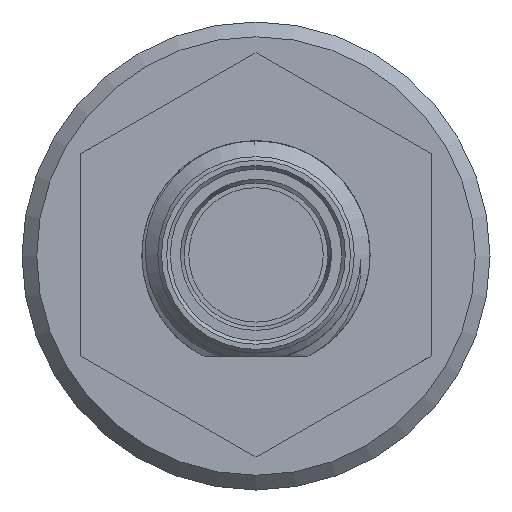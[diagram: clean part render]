
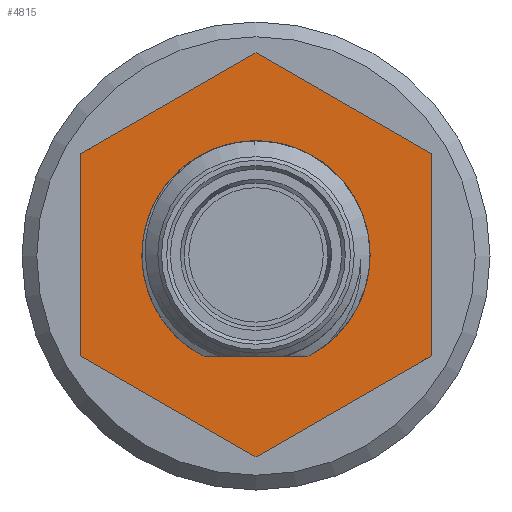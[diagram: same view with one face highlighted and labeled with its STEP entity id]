
A CAD part, left-side view. The second image highlights one B-rep face of the part: STEP entity #4815.
In plain terms, the highlighted planar face has unit normal (-1, 0, 0).
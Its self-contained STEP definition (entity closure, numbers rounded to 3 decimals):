
#814=LINE('',#30946,#1062);
#815=LINE('',#30948,#1063);
#816=LINE('',#30950,#1064);
#817=LINE('',#30952,#1065);
#818=LINE('',#30954,#1066);
#819=LINE('',#30955,#1067);
#1062=VECTOR('',#5872,5.485);
#1063=VECTOR('',#5873,5.485);
#1064=VECTOR('',#5874,5.485);
#1065=VECTOR('',#5875,5.485);
#1066=VECTOR('',#5876,5.485);
#1067=VECTOR('',#5877,5.485);
#1175=FACE_BOUND('',#1688,.T.);
#1390=FACE_OUTER_BOUND('',#1687,.T.);
#1687=EDGE_LOOP('',(#4292,#4293,#4294,#4295,#4296,#4297));
#1688=EDGE_LOOP('',(#4298));
#1847=CIRCLE('',#5159,2.665);
#2317=VERTEX_POINT('',#30940);
#2318=VERTEX_POINT('',#30944);
#2319=VERTEX_POINT('',#30945);
#2320=VERTEX_POINT('',#30947);
#2321=VERTEX_POINT('',#30949);
#2322=VERTEX_POINT('',#30951);
#2323=VERTEX_POINT('',#30953);
#3004=EDGE_CURVE('',#2317,#2317,#1847,.T.);
#3005=EDGE_CURVE('',#2318,#2319,#814,.T.);
#3006=EDGE_CURVE('',#2320,#2318,#815,.T.);
#3007=EDGE_CURVE('',#2321,#2320,#816,.T.);
#3008=EDGE_CURVE('',#2322,#2321,#817,.T.);
#3009=EDGE_CURVE('',#2323,#2322,#818,.T.);
#3010=EDGE_CURVE('',#2319,#2323,#819,.T.);
#4292=ORIENTED_EDGE('',*,*,#3005,.F.);
#4293=ORIENTED_EDGE('',*,*,#3006,.F.);
#4294=ORIENTED_EDGE('',*,*,#3007,.F.);
#4295=ORIENTED_EDGE('',*,*,#3008,.F.);
#4296=ORIENTED_EDGE('',*,*,#3009,.F.);
#4297=ORIENTED_EDGE('',*,*,#3010,.F.);
#4298=ORIENTED_EDGE('',*,*,#3004,.F.);
#4592=PLANE('',#5160);
#4815=ADVANCED_FACE('',(#1390,#1175),#4592,.T.);
#5159=AXIS2_PLACEMENT_3D('',#30942,#5868,#5869);
#5160=AXIS2_PLACEMENT_3D('',#30943,#5870,#5871);
#5868=DIRECTION('center_axis',(-1.,0.,0.));
#5869=DIRECTION('ref_axis',(0.,1.,0.));
#5870=DIRECTION('center_axis',(-1.,0.,0.));
#5871=DIRECTION('ref_axis',(0.,-1.,0.));
#5872=DIRECTION('',(0.,0.,1.));
#5873=DIRECTION('',(0.,0.866,0.5));
#5874=DIRECTION('',(0.,0.866,-0.5));
#5875=DIRECTION('',(0.,0.,-1.));
#5876=DIRECTION('',(0.,-0.866,-0.5));
#5877=DIRECTION('',(0.,-0.866,0.5));
#30940=CARTESIAN_POINT('',(-1.7,2.665,0.03));
#30942=CARTESIAN_POINT('Origin',(-1.7,0.,0.03));
#30943=CARTESIAN_POINT('Origin',(-1.7,0.,0.03));
#30944=CARTESIAN_POINT('',(-1.7,4.75,-2.712));
#30945=CARTESIAN_POINT('',(-1.7,4.75,2.773));
#30946=CARTESIAN_POINT('',(-1.7,4.75,-2.712));
#30947=CARTESIAN_POINT('',(-1.7,0.,-5.454));
#30948=CARTESIAN_POINT('',(-1.7,0.,-5.454));
#30949=CARTESIAN_POINT('',(-1.7,-4.75,-2.712));
#30950=CARTESIAN_POINT('',(-1.7,-4.75,-2.712));
#30951=CARTESIAN_POINT('',(-1.7,-4.75,2.773));
#30952=CARTESIAN_POINT('',(-1.7,-4.75,2.773));
#30953=CARTESIAN_POINT('',(-1.7,0.,5.515));
#30954=CARTESIAN_POINT('',(-1.7,0.,5.515));
#30955=CARTESIAN_POINT('',(-1.7,4.75,2.773));
